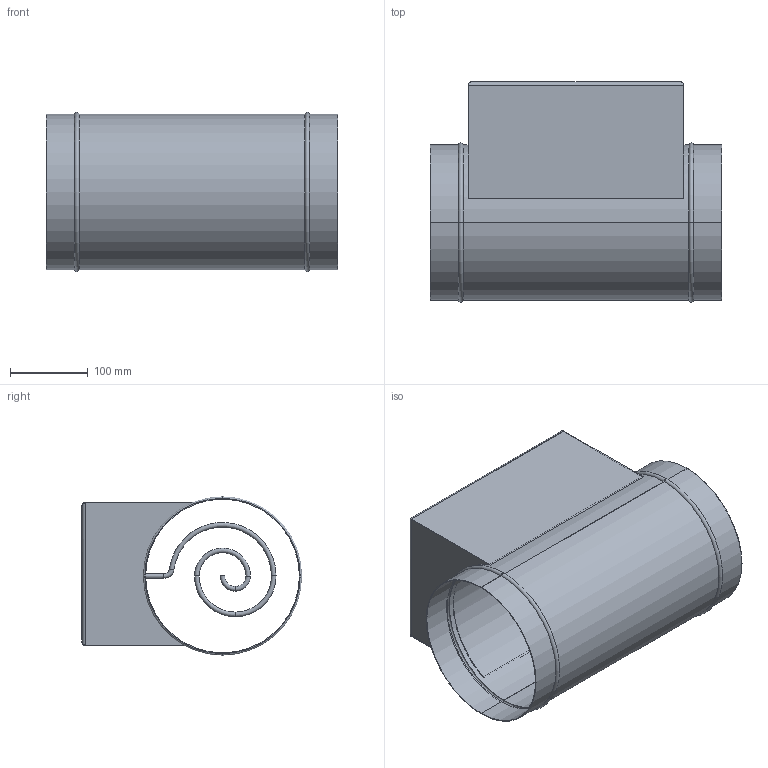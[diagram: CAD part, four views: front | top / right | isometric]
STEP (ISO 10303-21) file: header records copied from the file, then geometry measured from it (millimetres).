
FILE_DESCRIPTION (( 'STEP AP214' ), '1' );
FILE_NAME ('ERH-DRH_-_DRH_20-5.step', '2009-04-27T05:42:36', ( 'Wolfgang Schmidt' ), ( 'WS-KO' ), 'SwSTEP 2.0', 'SolidWorks 2008', '' );
FILE_SCHEMA (( 'AUTOMOTIVE_DESIGN' ));
Length unit declared in the file: millimetre
Products named in the file (1): ERH-DRH_-_DRH_20-5
Bounding box: 375 x 283.49 x 204.98 mm (x, y, z)
Volume: 417338.9 mm3; surface area: 813548.2 mm2
Topology: 1 solids, 2 shells, 58 faces, 118 edges, 66 vertices
Faces by surface type: cylinder 23, torus 22, plane 13
Entity records: 1589 total; most frequent: CARTESIAN_POINT 331, DIRECTION 292, ORIENTED_EDGE 236, AXIS2_PLACEMENT_3D 125, EDGE_CURVE 118, VERTEX_POINT 66, CIRCLE 66, EDGE_LOOP 62
